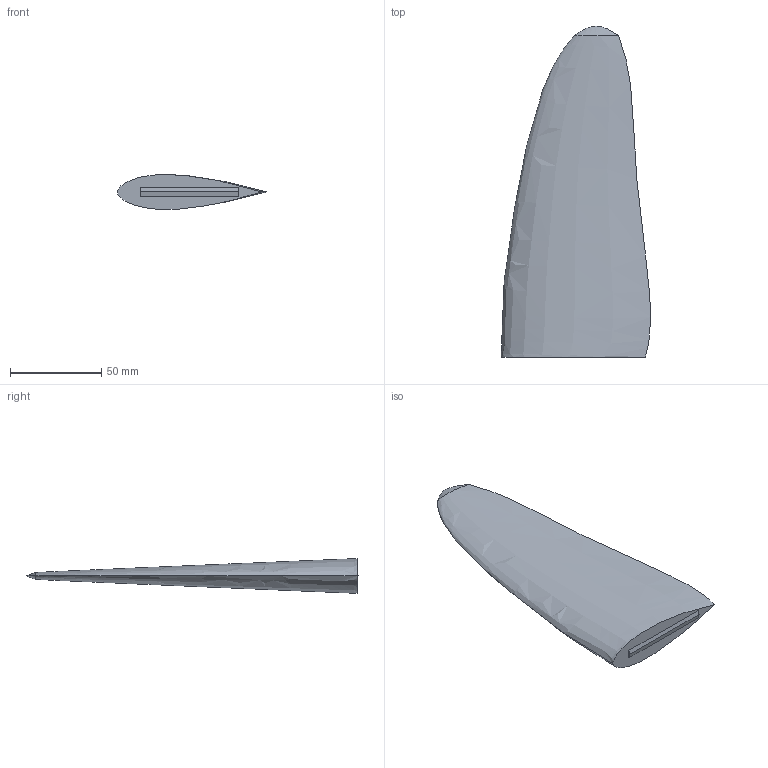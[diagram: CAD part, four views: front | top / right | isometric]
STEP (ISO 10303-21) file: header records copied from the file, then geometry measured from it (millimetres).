
FILE_DESCRIPTION((''),'2;1');
FILE_NAME('FLIPPER_RIGHT_UPPER','2023-06-23T16:03:33',('ad892'),(''),'CREO PARAMETRIC BY PTC INC, 2022073','CREO PARAMETRIC BY PTC INC, 2022073','');
FILE_SCHEMA(('CONFIG_CONTROL_DESIGN'));
Length unit declared in the file: millimetre
Products named in the file (1): FLIPPER_RIGHT_UPPER
Bounding box: 81.94 x 181.74 x 18.99 mm (x, y, z)
Volume: 97228.9 mm3; surface area: 24506.7 mm2
Topology: 1 solids, 1 shells, 9 faces, 23 edges, 13 vertices
Faces by surface type: plane 5, bspline 4
Entity records: 1494 total; most frequent: CARTESIAN_POINT 1288, ORIENTED_EDGE 38, DIRECTION 19, EDGE_CURVE 19, VERTEX_POINT 13, EDGE_LOOP 10, B_SPLINE_CURVE_WITH_KNOTS 10, VECTOR 9
